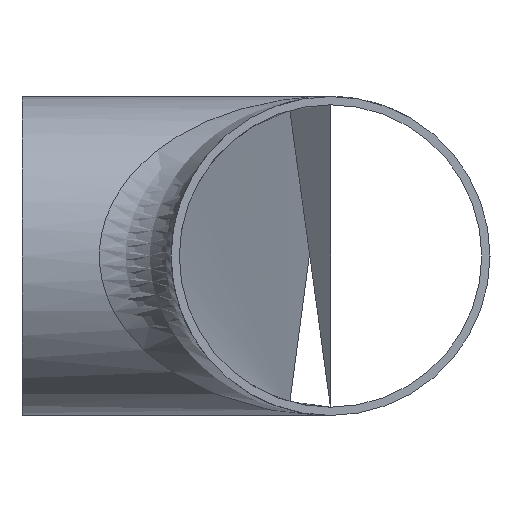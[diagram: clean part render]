
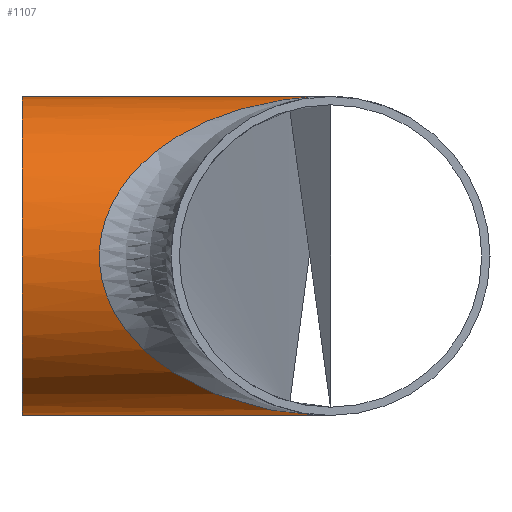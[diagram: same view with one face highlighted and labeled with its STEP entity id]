
A CAD part, left-side view. The second image highlights one B-rep face of the part: STEP entity #1107.
In plain terms, the highlighted cylindrical face has radius 44.45 mm (diameter 88.9 mm), a full revolution.
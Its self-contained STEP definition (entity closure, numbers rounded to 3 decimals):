
#18 = ORIENTED_EDGE ( 'NONE', *, *, #7811, .T. ) ;
#335 = CARTESIAN_POINT ( 'NONE',  ( 88.9, 128.9, 44.45 ) ) ;
#604 = FACE_OUTER_BOUND ( 'NONE', #18531, .T. ) ;
#1107 = ADVANCED_FACE ( 'NONE', ( #3163, #604 ), #19562, .T. ) ;
#1592 = CARTESIAN_POINT ( 'NONE',  ( 0., 86., -44.45 ) ) ;
#1803 = DIRECTION ( 'NONE',  ( 0., 0., -1. ) ) ;
#3163 = FACE_OUTER_BOUND ( 'NONE', #13787, .T. ) ;
#4641 = CARTESIAN_POINT ( 'NONE',  ( -88.9, 128.9, 44.45 ) ) ;
#4786 = CIRCLE ( 'NONE', #10075, 44.45 ) ;
#6562 = CARTESIAN_POINT ( 'NONE',  ( 0., 0., -44.45 ) ) ;
#7003 = CARTESIAN_POINT ( 'NONE',  ( 0., 0., 44.45 ) ) ;
#7811 = EDGE_CURVE ( 'NONE', #10522, #11949, #22519, .T. ) ;
#9024 = CARTESIAN_POINT ( 'NONE',  ( 88.9, 128.9, -44.45 ) ) ;
#9109 = EDGE_CURVE ( 'NONE', #13316, #13316, #4786, .T. ) ;
#9170 = CARTESIAN_POINT ( 'NONE',  ( 0., 0., 44.45 ) ) ;
#9319 = CARTESIAN_POINT ( 'NONE',  ( 0., 0., -44.45 ) ) ;
#10075 = AXIS2_PLACEMENT_3D ( 'NONE', #12569, #12429, #1803 ) ;
#10522 = VERTEX_POINT ( 'NONE', #7003 ) ;
#11670 = CARTESIAN_POINT ( 'NONE',  ( 0., 0., 44.45 ) ) ;
#11949 = VERTEX_POINT ( 'NONE', #12620 ) ;
#12036 = CARTESIAN_POINT ( 'NONE',  ( 0., 0., 0. ) ) ;
#12105 = DIRECTION ( 'NONE',  ( 0., -1., 0. ) ) ;
#12429 = DIRECTION ( 'NONE',  ( 0., -1., 0. ) ) ;
#12569 = CARTESIAN_POINT ( 'NONE',  ( 0., 86., 0. ) ) ;
#12620 = CARTESIAN_POINT ( 'NONE',  ( 0., 0., -44.45 ) ) ;
#13177 = ORIENTED_EDGE ( 'NONE', *, *, #9109, .T. ) ;
#13316 = VERTEX_POINT ( 'NONE', #1592 ) ;
#13787 = EDGE_LOOP ( 'NONE', ( #13177 ) ) ;
#13911 = DIRECTION ( 'NONE',  ( 0., 0., -1. ) ) ;
#15945 = ORIENTED_EDGE ( 'NONE', *, *, #16601, .T. ) ;
#16601 = EDGE_CURVE ( 'NONE', #11949, #10522, #18691, .T. ) ;
#18531 = EDGE_LOOP ( 'NONE', ( #15945, #18 ) ) ;
#18691 =( BOUNDED_CURVE ( )  B_SPLINE_CURVE ( 3, ( #6562, #22381, #4641, #11670 ),
 .UNSPECIFIED., .F., .F. ) 
 B_SPLINE_CURVE_WITH_KNOTS ( ( 4, 4 ),
 ( 1.571, 4.712 ),
 .UNSPECIFIED. ) 
 CURVE ( )  GEOMETRIC_REPRESENTATION_ITEM ( )  RATIONAL_B_SPLINE_CURVE ( ( 1., 0.333, 0.333, 1. ) ) 
 REPRESENTATION_ITEM ( '' )  );
#19471 = AXIS2_PLACEMENT_3D ( 'NONE', #12036, #12105, #13911 ) ;
#19562 = CYLINDRICAL_SURFACE ( 'NONE', #19471, 44.45 ) ;
#22381 = CARTESIAN_POINT ( 'NONE',  ( -88.9, 128.9, -44.45 ) ) ;
#22519 =( BOUNDED_CURVE ( )  B_SPLINE_CURVE ( 3, ( #9170, #335, #9024, #9319 ),
 .UNSPECIFIED., .F., .F. ) 
 B_SPLINE_CURVE_WITH_KNOTS ( ( 4, 4 ),
 ( 1.571, 4.712 ),
 .UNSPECIFIED. ) 
 CURVE ( )  GEOMETRIC_REPRESENTATION_ITEM ( )  RATIONAL_B_SPLINE_CURVE ( ( 1., 0.333, 0.333, 1. ) ) 
 REPRESENTATION_ITEM ( '' )  );
